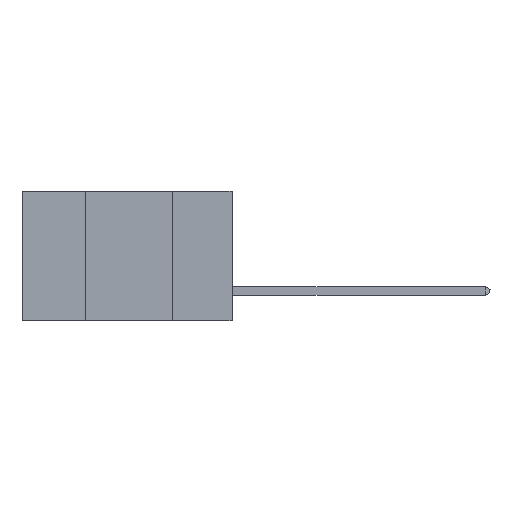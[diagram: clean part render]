
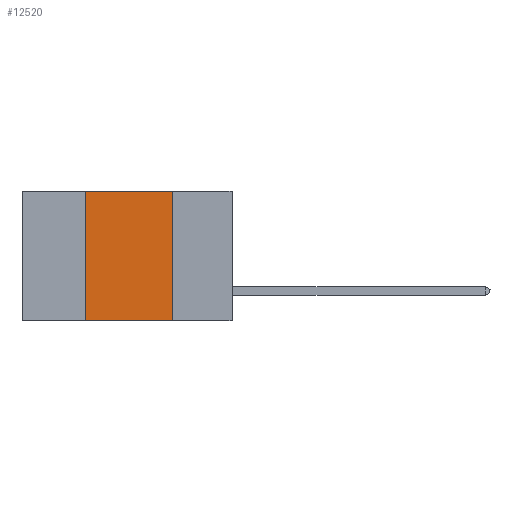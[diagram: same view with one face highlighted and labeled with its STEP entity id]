
A CAD part, left-side view. The second image highlights one B-rep face of the part: STEP entity #12520.
In plain terms, the highlighted planar face has unit normal (-1, 0, 0).
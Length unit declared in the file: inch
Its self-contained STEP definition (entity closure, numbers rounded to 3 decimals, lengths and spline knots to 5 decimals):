
#277 = EDGE_CURVE ( 'NONE', #16047, #13406, #4857, .T. ) ;
#450 = DIRECTION ( 'NONE',  ( 0., 0., 1. ) ) ;
#503 = EDGE_CURVE ( 'NONE', #14530, #16047, #1790, .T. ) ;
#1204 = VERTEX_POINT ( 'NONE', #4385 ) ;
#1301 = ORIENTED_EDGE ( 'NONE', *, *, #9516, .T. ) ;
#1790 = LINE ( 'NONE', #5516, #14670 ) ;
#1850 = EDGE_LOOP ( 'NONE', ( #10486, #16408, #2416, #1301 ) ) ;
#1865 = VECTOR ( 'NONE', #3739, 39.37008 ) ;
#2416 = ORIENTED_EDGE ( 'NONE', *, *, #503, .F. ) ;
#2680 = CARTESIAN_POINT ( 'NONE',  ( 0., 0.6, 0. ) ) ;
#3739 = DIRECTION ( 'NONE',  ( 0., 0., -1. ) ) ;
#3793 = CARTESIAN_POINT ( 'NONE',  ( 0., 0.17, 0. ) ) ;
#4385 = CARTESIAN_POINT ( 'NONE',  ( 0., 0.17, -0.37 ) ) ;
#4857 = LINE ( 'NONE', #2680, #9152 ) ;
#5213 = VECTOR ( 'NONE', #7589, 39.37008 ) ;
#5427 = LINE ( 'NONE', #7545, #5213 ) ;
#5516 = CARTESIAN_POINT ( 'NONE',  ( 0., 0.42, 0. ) ) ;
#7545 = CARTESIAN_POINT ( 'NONE',  ( 0., 0.6, -0.37 ) ) ;
#7582 = LINE ( 'NONE', #16615, #1865 ) ;
#7589 = DIRECTION ( 'NONE',  ( 0., -1., 0. ) ) ;
#9152 = VECTOR ( 'NONE', #11754, 39.37008 ) ;
#9516 = EDGE_CURVE ( 'NONE', #14530, #1204, #5427, .T. ) ;
#9657 = AXIS2_PLACEMENT_3D ( 'NONE', #9854, #13896, #11326 ) ;
#9854 = CARTESIAN_POINT ( 'NONE',  ( 0., 0.6, 0. ) ) ;
#10486 = ORIENTED_EDGE ( 'NONE', *, *, #15169, .F. ) ;
#10891 = CARTESIAN_POINT ( 'NONE',  ( 0., 0.42, -0.37 ) ) ;
#11298 = CARTESIAN_POINT ( 'NONE',  ( 0., 0.42, 0. ) ) ;
#11326 = DIRECTION ( 'NONE',  ( 0., 0., -1. ) ) ;
#11754 = DIRECTION ( 'NONE',  ( 0., -1., 0. ) ) ;
#12520 = ADVANCED_FACE ( 'NONE', ( #16728 ), #13950, .F. ) ;
#13406 = VERTEX_POINT ( 'NONE', #3793 ) ;
#13896 = DIRECTION ( 'NONE',  ( 1., 0., 0. ) ) ;
#13950 = PLANE ( 'NONE',  #9657 ) ;
#14530 = VERTEX_POINT ( 'NONE', #10891 ) ;
#14670 = VECTOR ( 'NONE', #450, 39.37008 ) ;
#15169 = EDGE_CURVE ( 'NONE', #13406, #1204, #7582, .T. ) ;
#16047 = VERTEX_POINT ( 'NONE', #11298 ) ;
#16408 = ORIENTED_EDGE ( 'NONE', *, *, #277, .F. ) ;
#16615 = CARTESIAN_POINT ( 'NONE',  ( 0., 0.17, 0. ) ) ;
#16728 = FACE_OUTER_BOUND ( 'NONE', #1850, .T. ) ;
